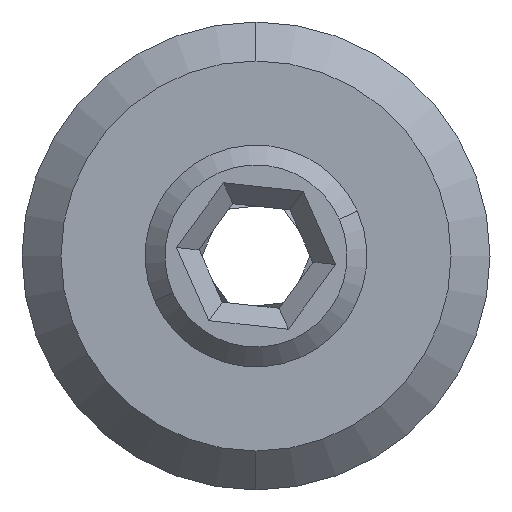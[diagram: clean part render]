
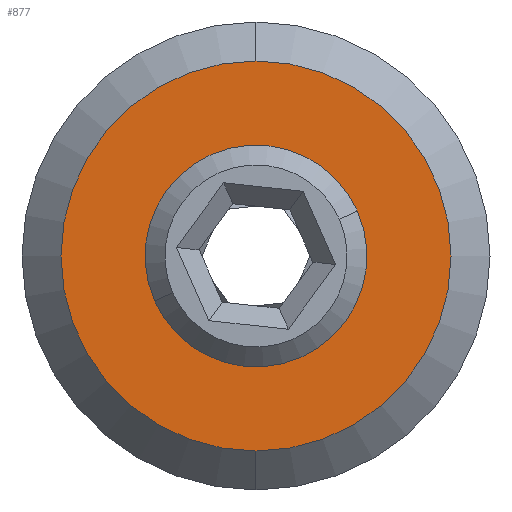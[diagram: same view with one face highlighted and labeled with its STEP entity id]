
A CAD part, left-side view. The second image highlights one B-rep face of the part: STEP entity #877.
In plain terms, the highlighted planar face has unit normal (-1, 0, 0).
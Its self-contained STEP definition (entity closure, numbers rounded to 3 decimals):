
#68 = EDGE_CURVE ( 'NONE', #347, #776, #957, .T. ) ;
#115 = FACE_OUTER_BOUND ( 'NONE', #802, .T. ) ;
#123 = AXIS2_PLACEMENT_3D ( 'NONE', #426, #1150, #1428 ) ;
#125 = DIRECTION ( 'NONE',  ( 0., 0., -1. ) ) ;
#140 = DIRECTION ( 'NONE',  ( -1., 0., 0. ) ) ;
#147 = CARTESIAN_POINT ( 'NONE',  ( -37.63, 1.665, 12.7 ) ) ;
#250 = DIRECTION ( 'NONE',  ( 0., 0., -1. ) ) ;
#289 = CARTESIAN_POINT ( 'NONE',  ( -37.63, 1.665, 12.7 ) ) ;
#307 = DIRECTION ( 'NONE',  ( 0., 0., -1. ) ) ;
#329 = AXIS2_PLACEMENT_3D ( 'NONE', #845, #140, #250 ) ;
#331 = ORIENTED_EDGE ( 'NONE', *, *, #1233, .T. ) ;
#347 = VERTEX_POINT ( 'NONE', #859 ) ;
#402 = VERTEX_POINT ( 'NONE', #1024 ) ;
#426 = CARTESIAN_POINT ( 'NONE',  ( -37.63, 1.665, 12.7 ) ) ;
#698 = CARTESIAN_POINT ( 'NONE',  ( -37.63, 1.665, 12.7 ) ) ;
#776 = VERTEX_POINT ( 'NONE', #1319 ) ;
#801 = EDGE_LOOP ( 'NONE', ( #331, #973 ) ) ;
#802 = EDGE_LOOP ( 'NONE', ( #1736, #1169 ) ) ;
#817 = CIRCLE ( 'NONE', #1387, 1.38 ) ;
#845 = CARTESIAN_POINT ( 'NONE',  ( -37.63, 1.665, 12.7 ) ) ;
#859 = CARTESIAN_POINT ( 'NONE',  ( -37.63, 1.665, 10.2 ) ) ;
#877 = ADVANCED_FACE ( 'NONE', ( #1568, #115 ), #1559, .F. ) ;
#957 = CIRCLE ( 'NONE', #123, 2.5 ) ;
#973 = ORIENTED_EDGE ( 'NONE', *, *, #1190, .T. ) ;
#1002 = DIRECTION ( 'NONE',  ( 1., 0., 0. ) ) ;
#1024 = CARTESIAN_POINT ( 'NONE',  ( -37.63, 1.665, 14.08 ) ) ;
#1054 = CARTESIAN_POINT ( 'NONE',  ( -37.63, 1.665, 11.32 ) ) ;
#1107 = AXIS2_PLACEMENT_3D ( 'NONE', #698, #1421, #125 ) ;
#1150 = DIRECTION ( 'NONE',  ( -1., 0., 0. ) ) ;
#1169 = ORIENTED_EDGE ( 'NONE', *, *, #1551, .T. ) ;
#1190 = EDGE_CURVE ( 'NONE', #402, #1269, #1654, .T. ) ;
#1210 = AXIS2_PLACEMENT_3D ( 'NONE', #289, #1002, #1562 ) ;
#1233 = EDGE_CURVE ( 'NONE', #1269, #402, #817, .T. ) ;
#1262 = CIRCLE ( 'NONE', #329, 2.5 ) ;
#1269 = VERTEX_POINT ( 'NONE', #1054 ) ;
#1319 = CARTESIAN_POINT ( 'NONE',  ( -37.63, 1.665, 15.2 ) ) ;
#1387 = AXIS2_PLACEMENT_3D ( 'NONE', #147, #1690, #307 ) ;
#1421 = DIRECTION ( 'NONE',  ( 1., 0., 0. ) ) ;
#1428 = DIRECTION ( 'NONE',  ( 0., 0., -1. ) ) ;
#1551 = EDGE_CURVE ( 'NONE', #776, #347, #1262, .T. ) ;
#1559 = PLANE ( 'NONE',  #1107 ) ;
#1562 = DIRECTION ( 'NONE',  ( 0., 0., -1. ) ) ;
#1568 = FACE_BOUND ( 'NONE', #801, .T. ) ;
#1654 = CIRCLE ( 'NONE', #1210, 1.38 ) ;
#1690 = DIRECTION ( 'NONE',  ( 1., 0., 0. ) ) ;
#1736 = ORIENTED_EDGE ( 'NONE', *, *, #68, .T. ) ;
